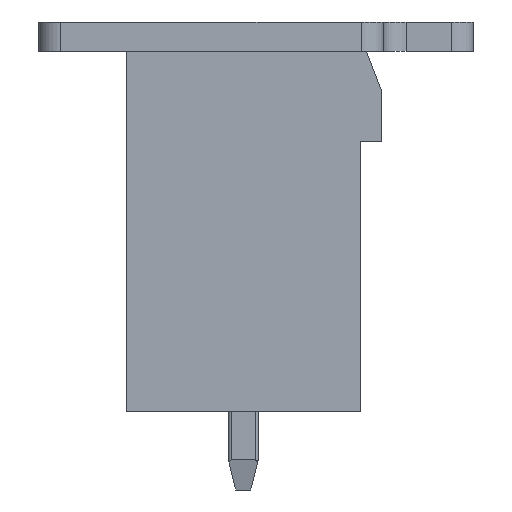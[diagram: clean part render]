
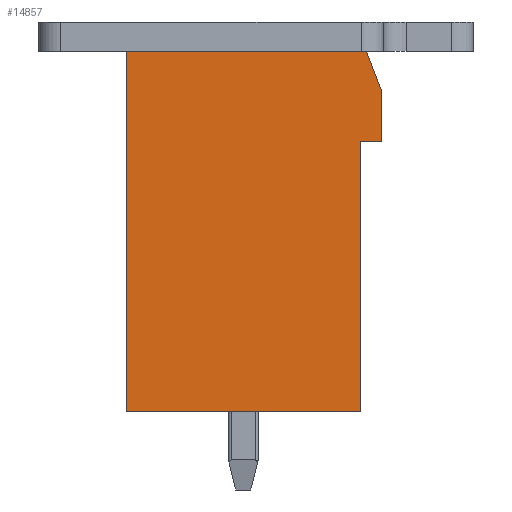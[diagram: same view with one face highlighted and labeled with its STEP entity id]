
A CAD part, left-side view. The second image highlights one B-rep face of the part: STEP entity #14857.
In plain terms, the highlighted planar face has unit normal (-1, 0, 0).
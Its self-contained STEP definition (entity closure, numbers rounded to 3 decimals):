
#471=LINE('',#20441,#2119);
#479=LINE('',#20457,#2127);
#489=LINE('',#20480,#2137);
#976=LINE('',#21604,#2624);
#990=LINE('',#21621,#2638);
#991=LINE('',#21623,#2639);
#994=LINE('',#21629,#2642);
#2119=VECTOR('',#16421,1000.);
#2127=VECTOR('',#16433,1000.);
#2137=VECTOR('',#16447,1000.);
#2624=VECTOR('',#17200,1000.);
#2638=VECTOR('',#17216,1000.);
#2639=VECTOR('',#17219,1000.);
#2642=VECTOR('',#17224,1000.);
#6442=ORIENTED_EDGE('',*,*,#8063,.T.);
#6443=ORIENTED_EDGE('',*,*,#8055,.T.);
#6444=ORIENTED_EDGE('',*,*,#8626,.T.);
#6445=ORIENTED_EDGE('',*,*,#8074,.T.);
#6446=ORIENTED_EDGE('',*,*,#8644,.T.);
#6447=ORIENTED_EDGE('',*,*,#8641,.T.);
#6448=ORIENTED_EDGE('',*,*,#8640,.T.);
#8055=EDGE_CURVE('',#10195,#10194,#471,.T.);
#8063=EDGE_CURVE('',#10200,#10195,#479,.T.);
#8074=EDGE_CURVE('',#10212,#10211,#489,.T.);
#8626=EDGE_CURVE('',#10194,#10212,#976,.T.);
#8640=EDGE_CURVE('',#10661,#10200,#990,.T.);
#8641=EDGE_CURVE('',#10662,#10661,#991,.T.);
#8644=EDGE_CURVE('',#10211,#10662,#994,.T.);
#10194=VERTEX_POINT('',#20440);
#10195=VERTEX_POINT('',#20442);
#10200=VERTEX_POINT('',#20455);
#10211=VERTEX_POINT('',#20479);
#10212=VERTEX_POINT('',#20481);
#10661=VERTEX_POINT('',#21609);
#10662=VERTEX_POINT('',#21624);
#12481=EDGE_LOOP('',(#6442,#6443,#6444,#6445,#6446,#6447,#6448));
#13395=FACE_BOUND('',#12481,.T.);
#14119=PLANE('',#15903);
#14857=ADVANCED_FACE('',(#13395),#14119,.T.);
#15903=AXIS2_PLACEMENT_3D('',#23399,#18901,#18902);
#16421=DIRECTION('',(0.,1.,0.));
#16433=DIRECTION('',(0.,0.359,0.933));
#16447=DIRECTION('',(0.,-1.,0.));
#17200=DIRECTION('',(0.,0.,-1.));
#17216=DIRECTION('',(0.,0.,1.));
#17219=DIRECTION('',(0.,-1.,0.));
#17224=DIRECTION('',(0.,0.,1.));
#18901=DIRECTION('',(-1.,0.,0.));
#18902=DIRECTION('',(0.,0.,1.));
#20440=CARTESIAN_POINT('',(-25.4,8.5,6.));
#20441=CARTESIAN_POINT('',(-25.4,0.5,6.));
#20442=CARTESIAN_POINT('',(-25.4,0.5,6.));
#20455=CARTESIAN_POINT('',(-25.4,0.,4.7));
#20457=CARTESIAN_POINT('',(-25.4,0.,4.7));
#20479=CARTESIAN_POINT('',(-25.4,0.7,-6.));
#20480=CARTESIAN_POINT('',(-25.4,8.5,-6.));
#20481=CARTESIAN_POINT('',(-25.4,8.5,-6.));
#21604=CARTESIAN_POINT('',(-25.4,8.5,6.));
#21609=CARTESIAN_POINT('',(-25.4,0.,3.));
#21621=CARTESIAN_POINT('',(-25.4,0.,3.));
#21623=CARTESIAN_POINT('',(-25.4,0.7,3.));
#21624=CARTESIAN_POINT('',(-25.4,0.7,3.));
#21629=CARTESIAN_POINT('',(-25.4,0.7,-6.));
#23399=CARTESIAN_POINT('',(-25.4,0.,0.));
